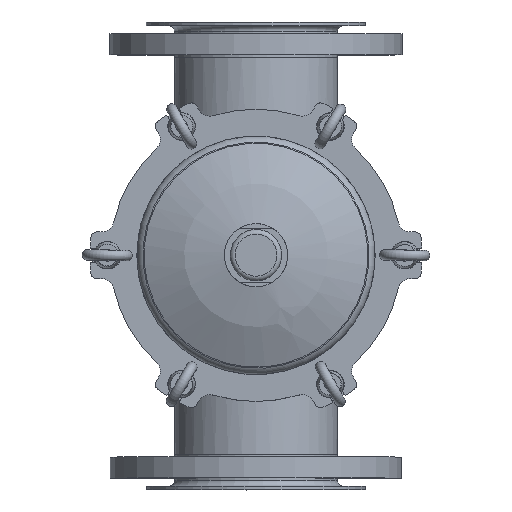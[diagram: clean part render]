
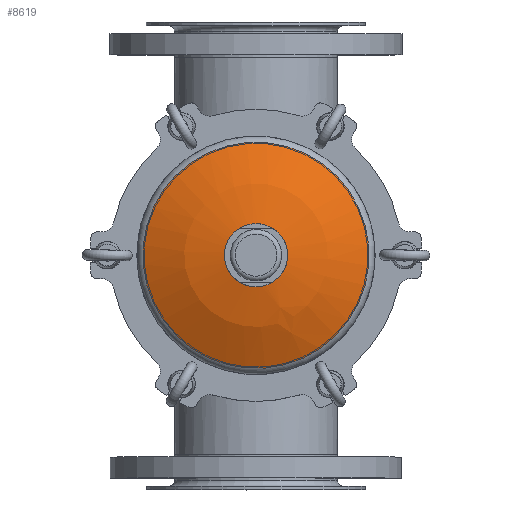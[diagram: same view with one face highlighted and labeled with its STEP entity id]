
A CAD part, top view. The second image highlights one B-rep face of the part: STEP entity #8619.
In plain terms, the highlighted spherical face has radius 204 mm.
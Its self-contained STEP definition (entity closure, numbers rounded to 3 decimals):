
#1147=SPHERICAL_SURFACE('',#10742,204.);
#3068=ORIENTED_EDGE('',*,*,#4745,.T.);
#3069=ORIENTED_EDGE('',*,*,#4746,.F.);
#4745=EDGE_CURVE('',#5729,#5729,#6417,.T.);
#4746=EDGE_CURVE('',#5730,#5730,#6418,.T.);
#5729=VERTEX_POINT('',#17954);
#5730=VERTEX_POINT('',#17956);
#6417=CIRCLE('',#10743,96.742);
#6418=CIRCLE('',#10744,24.);
#7006=EDGE_LOOP('',(#3068));
#7007=EDGE_LOOP('',(#3069));
#7758=FACE_BOUND('',#7006,.T.);
#7759=FACE_BOUND('',#7007,.T.);
#8619=ADVANCED_FACE('',(#7758,#7759),#1147,.T.);
#10742=AXIS2_PLACEMENT_3D('',#17952,#12783,#12784);
#10743=AXIS2_PLACEMENT_3D('',#17953,#12785,#12786);
#10744=AXIS2_PLACEMENT_3D('',#17955,#12787,#12788);
#12783=DIRECTION('',(0.,-1.,0.));
#12784=DIRECTION('',(-1.,0.,0.));
#12785=DIRECTION('',(0.,-1.,0.));
#12786=DIRECTION('',(0.,0.,-1.));
#12787=DIRECTION('',(0.,-1.,0.));
#12788=DIRECTION('',(0.,0.,1.));
#17952=CARTESIAN_POINT('',(0.,204.,0.));
#17953=CARTESIAN_POINT('',(0.,24.398,0.));
#17954=CARTESIAN_POINT('',(0.,24.398,-96.742));
#17955=CARTESIAN_POINT('',(0.,1.417,0.));
#17956=CARTESIAN_POINT('',(0.,1.417,24.));
